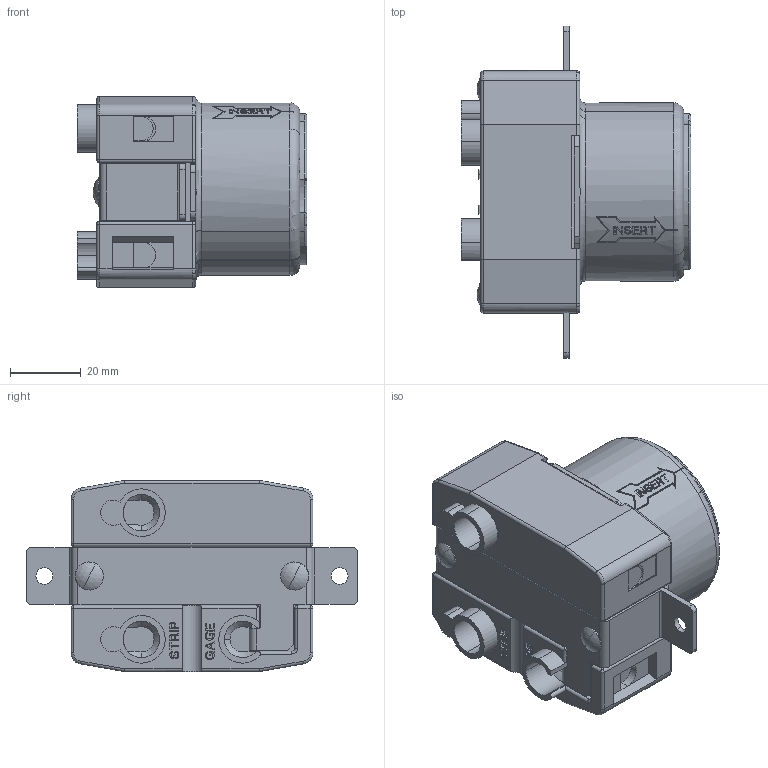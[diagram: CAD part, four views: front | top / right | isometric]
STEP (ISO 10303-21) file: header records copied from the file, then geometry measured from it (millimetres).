
FILE_DESCRIPTION (( 'STEP AP214' ), '1' );
FILE_NAME ('ORC6831-M01.STEP', '2025-09-04T19:22:43', ( '' ), ( '' ), 'SwSTEP 2.0', 'SolidWorks 2024', '' );
FILE_SCHEMA (( 'AUTOMOTIVE_DESIGN' ));
Length unit declared in the file: inch
Products named in the file (1): ORC6831-M01
Bounding box: 64.85 x 93.65 x 53.98 mm (x, y, z)
Volume: 151281 mm3; surface area: 36042.1 mm2
Topology: 1 solids, 1 shells, 1398 faces, 3840 edges, 2504 vertices
Faces by surface type: plane 958, cylinder 334, torus 46, bspline 30, cone 17, sphere 13
Entity records: 46759 total; most frequent: CARTESIAN_POINT 11601, ORIENTED_EDGE 7654, DIRECTION 7006, EDGE_CURVE 3827, LINE 2636, VECTOR 2636, VERTEX_POINT 2504, AXIS2_PLACEMENT_3D 2185
